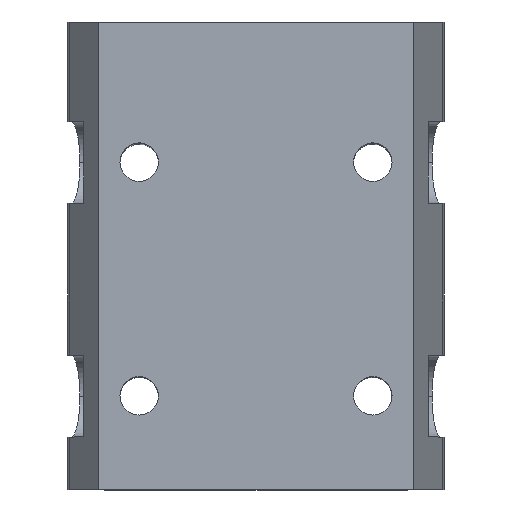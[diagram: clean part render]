
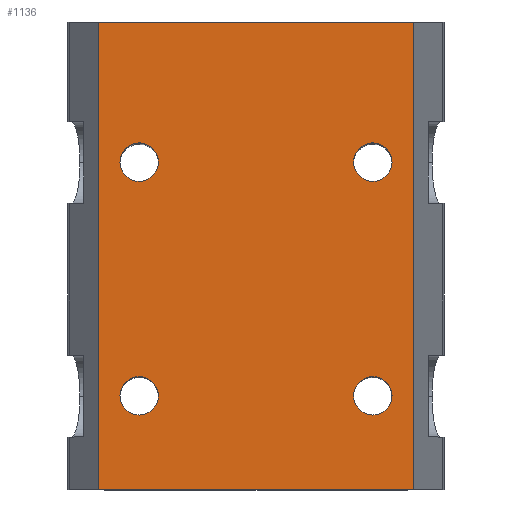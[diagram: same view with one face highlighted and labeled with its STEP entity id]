
A CAD part, top view. The second image highlights one B-rep face of the part: STEP entity #1136.
In plain terms, the highlighted planar face has unit normal (0, 0, 1).
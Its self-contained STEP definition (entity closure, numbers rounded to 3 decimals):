
#15 = EDGE_CURVE ( 'NONE', #739, #1543, #1611, .T. ) ;
#19 = AXIS2_PLACEMENT_3D ( 'NONE', #1071, #570, #1492 ) ;
#34 = EDGE_LOOP ( 'NONE', ( #2322, #2927 ) ) ;
#68 = FACE_BOUND ( 'NONE', #1261, .T. ) ;
#72 = CARTESIAN_POINT ( 'NONE',  ( -8.35, 12., 0. ) ) ;
#80 = ORIENTED_EDGE ( 'NONE', *, *, #2946, .F. ) ;
#94 = VERTEX_POINT ( 'NONE', #2529 ) ;
#102 = EDGE_CURVE ( 'NONE', #296, #2343, #2987, .T. ) ;
#165 = VECTOR ( 'NONE', #2681, 1000. ) ;
#247 = AXIS2_PLACEMENT_3D ( 'NONE', #742, #495, #460 ) ;
#272 = FACE_OUTER_BOUND ( 'NONE', #783, .T. ) ;
#292 = CARTESIAN_POINT ( 'NONE',  ( -13.5, 4., 0. ) ) ;
#296 = VERTEX_POINT ( 'NONE', #1145 ) ;
#364 = ORIENTED_EDGE ( 'NONE', *, *, #1980, .F. ) ;
#368 = CARTESIAN_POINT ( 'NONE',  ( -10., 32., 0. ) ) ;
#384 = DIRECTION ( 'NONE',  ( 1., 0., 0. ) ) ;
#420 = DIRECTION ( 'NONE',  ( 0., 0., 1. ) ) ;
#460 = DIRECTION ( 'NONE',  ( -1., 0., 0. ) ) ;
#495 = DIRECTION ( 'NONE',  ( 0., 0., -1. ) ) ;
#499 = CARTESIAN_POINT ( 'NONE',  ( -13.5, 4., 0. ) ) ;
#522 = DIRECTION ( 'NONE',  ( 0., 0., 1. ) ) ;
#570 = DIRECTION ( 'NONE',  ( 0., 0., 1. ) ) ;
#610 = DIRECTION ( 'NONE',  ( 0., 0., 1. ) ) ;
#651 = LINE ( 'NONE', #2288, #2312 ) ;
#656 = CARTESIAN_POINT ( 'NONE',  ( 10., 12., 0. ) ) ;
#664 = EDGE_CURVE ( 'NONE', #1110, #2475, #1440, .T. ) ;
#668 = ORIENTED_EDGE ( 'NONE', *, *, #2058, .F. ) ;
#677 = EDGE_CURVE ( 'NONE', #2343, #296, #1750, .T. ) ;
#684 = PLANE ( 'NONE',  #247 ) ;
#685 = ORIENTED_EDGE ( 'NONE', *, *, #677, .F. ) ;
#702 = VERTEX_POINT ( 'NONE', #72 ) ;
#717 = FACE_BOUND ( 'NONE', #34, .T. ) ;
#718 = VERTEX_POINT ( 'NONE', #1922 ) ;
#734 = DIRECTION ( 'NONE',  ( 0., 0., 1. ) ) ;
#738 = ORIENTED_EDGE ( 'NONE', *, *, #2738, .T. ) ;
#739 = VERTEX_POINT ( 'NONE', #1621 ) ;
#742 = CARTESIAN_POINT ( 'NONE',  ( -13.5, 44., 0. ) ) ;
#780 = DIRECTION ( 'NONE',  ( 0., 0., 1. ) ) ;
#783 = EDGE_LOOP ( 'NONE', ( #1046, #364, #2917, #738 ) ) ;
#795 = ORIENTED_EDGE ( 'NONE', *, *, #102, .F. ) ;
#921 = CARTESIAN_POINT ( 'NONE',  ( 13.5, 4., 0. ) ) ;
#961 = CARTESIAN_POINT ( 'NONE',  ( 10., 12., 0. ) ) ;
#962 = CARTESIAN_POINT ( 'NONE',  ( -8.35, 32., 0. ) ) ;
#997 = VERTEX_POINT ( 'NONE', #1545 ) ;
#1013 = DIRECTION ( 'NONE',  ( 1., 0., 0. ) ) ;
#1032 = LINE ( 'NONE', #2713, #165 ) ;
#1046 = ORIENTED_EDGE ( 'NONE', *, *, #664, .F. ) ;
#1071 = CARTESIAN_POINT ( 'NONE',  ( -10., 12., 0. ) ) ;
#1077 = DIRECTION ( 'NONE',  ( 0., -1., 0. ) ) ;
#1089 = AXIS2_PLACEMENT_3D ( 'NONE', #2474, #2236, #1805 ) ;
#1105 = AXIS2_PLACEMENT_3D ( 'NONE', #2884, #780, #2028 ) ;
#1110 = VERTEX_POINT ( 'NONE', #921 ) ;
#1136 = ADVANCED_FACE ( 'NONE', ( #717, #2558, #68, #1373, #272 ), #684, .F. ) ;
#1145 = CARTESIAN_POINT ( 'NONE',  ( 8.35, 12., 0. ) ) ;
#1214 = ORIENTED_EDGE ( 'NONE', *, *, #2212, .F. ) ;
#1254 = AXIS2_PLACEMENT_3D ( 'NONE', #368, #610, #384 ) ;
#1261 = EDGE_LOOP ( 'NONE', ( #685, #795 ) ) ;
#1373 = FACE_BOUND ( 'NONE', #1597, .T. ) ;
#1440 = LINE ( 'NONE', #499, #1899 ) ;
#1446 = EDGE_CURVE ( 'NONE', #2515, #718, #2385, .T. ) ;
#1474 = DIRECTION ( 'NONE',  ( 0., 0., 1. ) ) ;
#1492 = DIRECTION ( 'NONE',  ( 1., 0., 0. ) ) ;
#1543 = VERTEX_POINT ( 'NONE', #2289 ) ;
#1545 = CARTESIAN_POINT ( 'NONE',  ( 13.5, 44., 0. ) ) ;
#1597 = EDGE_LOOP ( 'NONE', ( #80, #668 ) ) ;
#1611 = CIRCLE ( 'NONE', #2888, 1.65 ) ;
#1621 = CARTESIAN_POINT ( 'NONE',  ( 8.35, 32., 0. ) ) ;
#1629 = ORIENTED_EDGE ( 'NONE', *, *, #15, .F. ) ;
#1654 = DIRECTION ( 'NONE',  ( 1., 0., 0. ) ) ;
#1668 = AXIS2_PLACEMENT_3D ( 'NONE', #656, #420, #2045 ) ;
#1681 = CARTESIAN_POINT ( 'NONE',  ( 10., 32., 0. ) ) ;
#1688 = EDGE_CURVE ( 'NONE', #718, #2515, #1843, .T. ) ;
#1750 = CIRCLE ( 'NONE', #2539, 1.65 ) ;
#1805 = DIRECTION ( 'NONE',  ( 1., 0., 0. ) ) ;
#1837 = LINE ( 'NONE', #2760, #2753 ) ;
#1843 = CIRCLE ( 'NONE', #1254, 1.65 ) ;
#1899 = VECTOR ( 'NONE', #2837, 1000. ) ;
#1922 = CARTESIAN_POINT ( 'NONE',  ( -11.65, 32., 0. ) ) ;
#1980 = EDGE_CURVE ( 'NONE', #997, #1110, #1032, .T. ) ;
#2028 = DIRECTION ( 'NONE',  ( 1., 0., 0. ) ) ;
#2034 = CIRCLE ( 'NONE', #1089, 1.65 ) ;
#2045 = DIRECTION ( 'NONE',  ( 1., 0., 0. ) ) ;
#2048 = CARTESIAN_POINT ( 'NONE',  ( -13.5, 44., 0. ) ) ;
#2058 = EDGE_CURVE ( 'NONE', #94, #702, #2638, .T. ) ;
#2085 = VERTEX_POINT ( 'NONE', #2048 ) ;
#2212 = EDGE_CURVE ( 'NONE', #1543, #739, #2466, .T. ) ;
#2214 = AXIS2_PLACEMENT_3D ( 'NONE', #1681, #522, #1654 ) ;
#2236 = DIRECTION ( 'NONE',  ( 0., 0., 1. ) ) ;
#2253 = CARTESIAN_POINT ( 'NONE',  ( 11.65, 12., 0. ) ) ;
#2288 = CARTESIAN_POINT ( 'NONE',  ( -13.5, 44., 0. ) ) ;
#2289 = CARTESIAN_POINT ( 'NONE',  ( 11.65, 32., 0. ) ) ;
#2312 = VECTOR ( 'NONE', #3004, 1000. ) ;
#2322 = ORIENTED_EDGE ( 'NONE', *, *, #1446, .F. ) ;
#2343 = VERTEX_POINT ( 'NONE', #2253 ) ;
#2385 = CIRCLE ( 'NONE', #1105, 1.65 ) ;
#2466 = CIRCLE ( 'NONE', #2214, 1.65 ) ;
#2474 = CARTESIAN_POINT ( 'NONE',  ( -10., 12., 0. ) ) ;
#2475 = VERTEX_POINT ( 'NONE', #292 ) ;
#2515 = VERTEX_POINT ( 'NONE', #962 ) ;
#2529 = CARTESIAN_POINT ( 'NONE',  ( -11.65, 12., 0. ) ) ;
#2539 = AXIS2_PLACEMENT_3D ( 'NONE', #961, #734, #2581 ) ;
#2558 = FACE_BOUND ( 'NONE', #2769, .T. ) ;
#2581 = DIRECTION ( 'NONE',  ( 1., 0., 0. ) ) ;
#2638 = CIRCLE ( 'NONE', #19, 1.65 ) ;
#2681 = DIRECTION ( 'NONE',  ( 0., -1., 0. ) ) ;
#2713 = CARTESIAN_POINT ( 'NONE',  ( 13.5, 44., 0. ) ) ;
#2720 = EDGE_CURVE ( 'NONE', #2085, #997, #651, .T. ) ;
#2738 = EDGE_CURVE ( 'NONE', #2085, #2475, #1837, .T. ) ;
#2753 = VECTOR ( 'NONE', #1077, 1000. ) ;
#2760 = CARTESIAN_POINT ( 'NONE',  ( -13.5, 44., 0. ) ) ;
#2769 = EDGE_LOOP ( 'NONE', ( #1214, #1629 ) ) ;
#2837 = DIRECTION ( 'NONE',  ( -1., 0., 0. ) ) ;
#2874 = CARTESIAN_POINT ( 'NONE',  ( 10., 32., 0. ) ) ;
#2884 = CARTESIAN_POINT ( 'NONE',  ( -10., 32., 0. ) ) ;
#2888 = AXIS2_PLACEMENT_3D ( 'NONE', #2874, #1474, #1013 ) ;
#2917 = ORIENTED_EDGE ( 'NONE', *, *, #2720, .F. ) ;
#2927 = ORIENTED_EDGE ( 'NONE', *, *, #1688, .F. ) ;
#2946 = EDGE_CURVE ( 'NONE', #702, #94, #2034, .T. ) ;
#2987 = CIRCLE ( 'NONE', #1668, 1.65 ) ;
#3004 = DIRECTION ( 'NONE',  ( 1., 0., 0. ) ) ;
